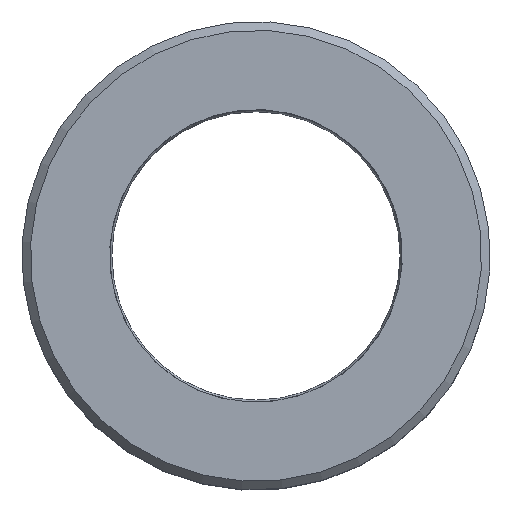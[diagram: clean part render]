
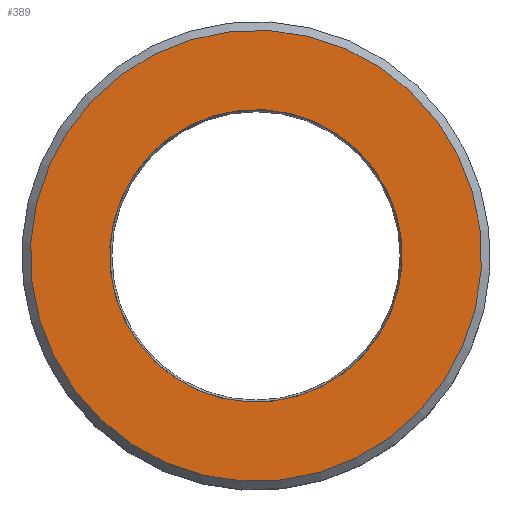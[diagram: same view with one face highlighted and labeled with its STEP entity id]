
A CAD part, top view. The second image highlights one B-rep face of the part: STEP entity #389.
In plain terms, the highlighted planar face has unit normal (0, 0, 1).
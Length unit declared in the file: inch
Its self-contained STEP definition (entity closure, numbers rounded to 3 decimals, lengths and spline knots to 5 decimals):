
#35=PLANE('',#462);
#55=FACE_BOUND('',#134,.T.);
#87=FACE_OUTER_BOUND('',#133,.T.);
#133=EDGE_LOOP('',(#297));
#134=EDGE_LOOP('',(#298));
#185=CIRCLE('',#459,0.7825);
#187=CIRCLE('',#463,0.5075);
#218=VERTEX_POINT('',#673);
#220=VERTEX_POINT('',#679);
#251=EDGE_CURVE('',#218,#218,#185,.T.);
#253=EDGE_CURVE('',#220,#220,#187,.T.);
#297=ORIENTED_EDGE('',*,*,#251,.F.);
#298=ORIENTED_EDGE('',*,*,#253,.T.);
#389=ADVANCED_FACE('',(#87,#55),#35,.T.);
#459=AXIS2_PLACEMENT_3D('',#674,#555,#556);
#462=AXIS2_PLACEMENT_3D('',#678,#561,#562);
#463=AXIS2_PLACEMENT_3D('',#680,#563,#564);
#555=DIRECTION('center_axis',(0.,0.,
-1.));
#556=DIRECTION('ref_axis',(-0.447,0.895,0.));
#561=DIRECTION('center_axis',(0.,0.,
1.));
#562=DIRECTION('ref_axis',(-0.447,0.895,0.));
#563=DIRECTION('center_axis',(0.,0.,
-1.));
#564=DIRECTION('ref_axis',(0.447,-0.895,0.));
#673=CARTESIAN_POINT('',(0.34956,-0.70008,0.255));
#674=CARTESIAN_POINT('Origin',(0.,0.,0.255));
#678=CARTESIAN_POINT('Origin',(0.,0.,0.255));
#679=CARTESIAN_POINT('',(-0.22671,0.45405,0.255));
#680=CARTESIAN_POINT('Origin',(0.,0.,0.255));
